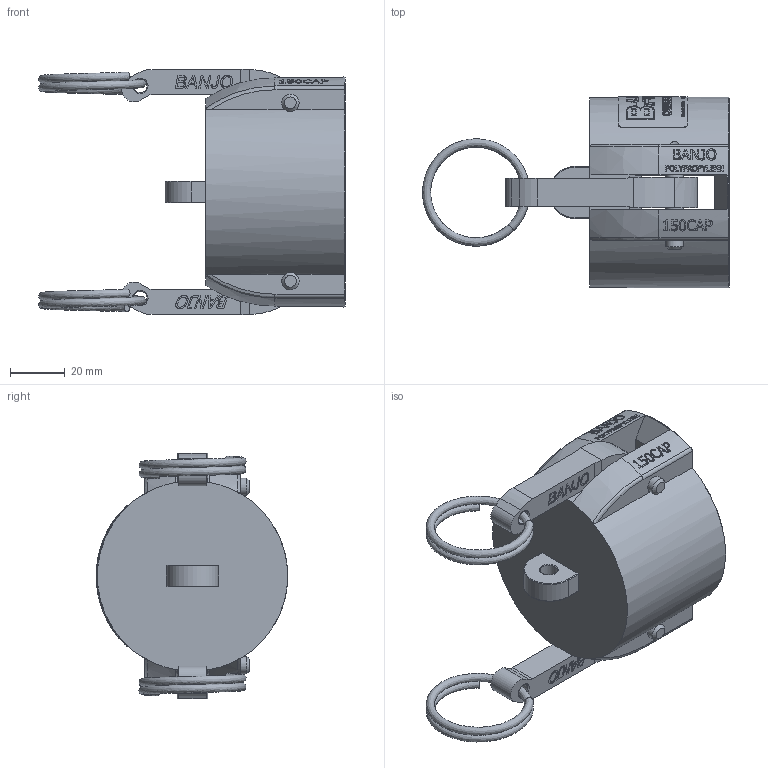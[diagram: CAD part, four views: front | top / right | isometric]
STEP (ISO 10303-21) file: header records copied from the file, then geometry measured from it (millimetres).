
FILE_DESCRIPTION(/* description */ ('1 1/2" Cap'),/* implementation_level */ '2;1');
FILE_NAME(/* name */ '150CAP.stp',/* time_stamp */ '2019-04-24T09:25:18-04:00',/* author */ ('casbury'),/* organization */ (''),/* preprocessor_version */ 'ST-DEVELOPER v17',/* originating_system */ 'Autodesk Inventor 2019',/* authorisation */ '');
FILE_SCHEMA (('AUTOMOTIVE_DESIGN { 1 0 10303 214 3 1 1 }'));
Products named in the file (8): 150CAP; 150XCAP; 150(200)D; 150(200)K; 150(200)XK; 150RING; 150G; 200P
Assembly tree (9 placements, depth 3):
  150CAP
    150XCAP
    150(200)D
    150(200)K  x2
      150(200)XK
      150RING
    150G
    200P  x2
Bounding box: 112.1 x 69.98 x 89.57 mm (x, y, z)
Volume: 129179.4 mm3; surface area: 50741.6 mm2
Topology: 9 solids, 9 shells, 1947 faces, 5199 edges, 3457 vertices
Faces by surface type: plane 962, bspline 720, cylinder 238, cone 22, torus 5
Full cylindrical faces by diameter (mm): 4.953 x2, 6.325 x2, 6.35 x5, 6.553 x2, 41.275 x1, 54.483 x1, 55.88 x1, 56.896 x1
Entity records: 130489 total; most frequent: CARTESIAN_POINT 89846, ORIENTED_EDGE 9362, DIRECTION 5999, EDGE_CURVE 4681, VERTEX_POINT 3114, LINE 2175, VECTOR 2175, EDGE_LOOP 1937
